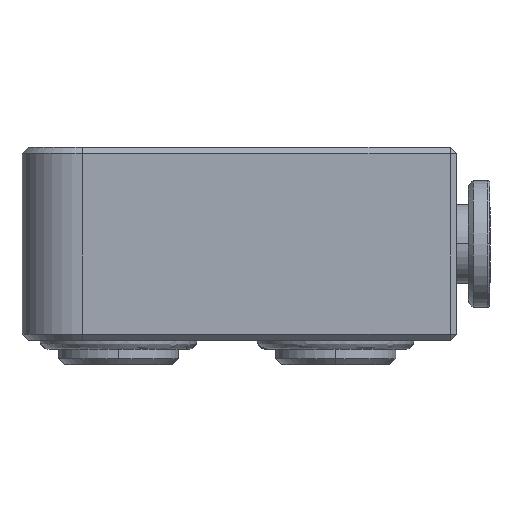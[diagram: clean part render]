
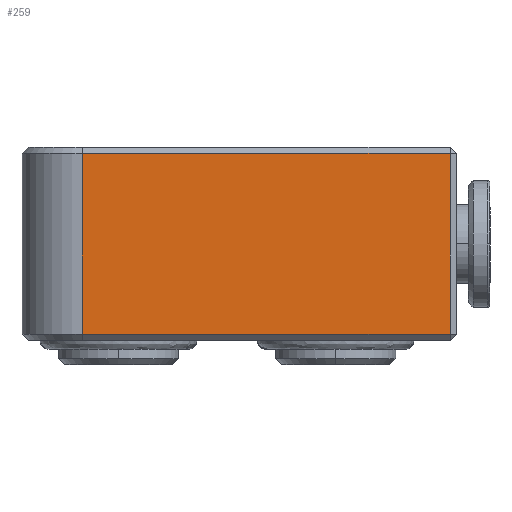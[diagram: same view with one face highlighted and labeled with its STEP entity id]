
A CAD part, left-side view. The second image highlights one B-rep face of the part: STEP entity #259.
In plain terms, the highlighted planar face has unit normal (-1, 0, 0).
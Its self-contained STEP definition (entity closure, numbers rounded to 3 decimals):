
#202 = VERTEX_POINT ( 'NONE', #1254 ) ;
#230 = VERTEX_POINT ( 'NONE', #1271 ) ;
#231 = VERTEX_POINT ( 'NONE', #1325 ) ;
#254 = EDGE_LOOP ( 'NONE', ( #856, #855, #457, #448 ) ) ;
#259 = ADVANCED_FACE ( 'NONE', ( #1349 ), #1341, .T. ) ;
#276 = VERTEX_POINT ( 'NONE', #1387 ) ;
#295 = EDGE_CURVE ( 'NONE', #231, #202, #1435, .T. ) ;
#304 = EDGE_CURVE ( 'NONE', #202, #276, #1450, .T. ) ;
#340 = EDGE_CURVE ( 'NONE', #230, #231, #1476, .T. ) ;
#366 = EDGE_CURVE ( 'NONE', #230, #276, #1554, .T. ) ;
#448 = ORIENTED_EDGE ( 'NONE', *, *, #295, .T. ) ;
#457 = ORIENTED_EDGE ( 'NONE', *, *, #340, .T. ) ;
#855 = ORIENTED_EDGE ( 'NONE', *, *, #366, .F. ) ;
#856 = ORIENTED_EDGE ( 'NONE', *, *, #304, .T. ) ;
#1254 = CARTESIAN_POINT ( 'NONE',  ( -39.312, -14.4, -6.5 ) ) ;
#1271 = CARTESIAN_POINT ( 'NONE',  ( -39.312, 16.1, 8.5 ) ) ;
#1294 = CARTESIAN_POINT ( 'NONE',  ( -39.312, 0.85, 1. ) ) ;
#1325 = CARTESIAN_POINT ( 'NONE',  ( -39.312, 16.1, -6.5 ) ) ;
#1333 = DIRECTION ( 'NONE',  ( 0., 0., 1. ) ) ;
#1334 = DIRECTION ( 'NONE',  ( -1., 0., 0. ) ) ;
#1341 = PLANE ( 'NONE',  #1348 ) ;
#1348 = AXIS2_PLACEMENT_3D ( 'NONE', #1294, #1334, #1333 ) ;
#1349 = FACE_OUTER_BOUND ( 'NONE', #254, .T. ) ;
#1387 = CARTESIAN_POINT ( 'NONE',  ( -39.312, -14.4, 8.5 ) ) ;
#1433 = DIRECTION ( 'NONE',  ( 0., -1., 0. ) ) ;
#1435 = LINE ( 'NONE', #1437, #1436 ) ;
#1436 = VECTOR ( 'NONE', #1433, 1000. ) ;
#1437 = CARTESIAN_POINT ( 'NONE',  ( -39.312, 0.85, -6.5 ) ) ;
#1446 = DIRECTION ( 'NONE',  ( 0., 0., 1. ) ) ;
#1447 = VECTOR ( 'NONE', #1446, 1000. ) ;
#1449 = CARTESIAN_POINT ( 'NONE',  ( -39.312, -14.4, 1. ) ) ;
#1450 = LINE ( 'NONE', #1449, #1447 ) ;
#1474 = VECTOR ( 'NONE', #1534, 1000. ) ;
#1475 = CARTESIAN_POINT ( 'NONE',  ( -39.312, 16.1, 1. ) ) ;
#1476 = LINE ( 'NONE', #1475, #1474 ) ;
#1534 = DIRECTION ( 'NONE',  ( 0., 0., -1. ) ) ;
#1539 = DIRECTION ( 'NONE',  ( 0., -1., 0. ) ) ;
#1540 = VECTOR ( 'NONE', #1539, 1000. ) ;
#1541 = CARTESIAN_POINT ( 'NONE',  ( -39.312, 0.85, 8.5 ) ) ;
#1554 = LINE ( 'NONE', #1541, #1540 ) ;
